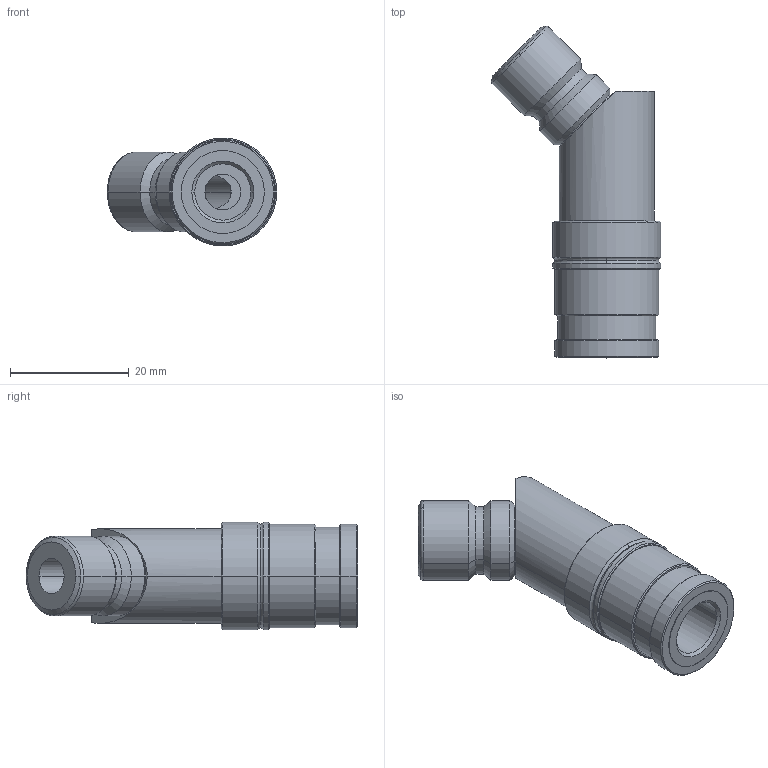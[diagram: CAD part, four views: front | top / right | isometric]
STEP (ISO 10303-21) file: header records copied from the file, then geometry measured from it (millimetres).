
FILE_DESCRIPTION(('STEP AP214'),'1');
FILE_NAME('esdmfk-esds-45ab.stp','2020-04-22T06:12:58',('TraceParts'),('TraceParts S.A.'),'Spatial InterOp 3D',' ',' ');
FILE_SCHEMA(('automotive_design'));
Length unit declared in the file: millimetre
Products named in the file (1): 1
Bounding box: 28.61 x 56.02 x 18.2 mm (x, y, z)
Volume: 9532.7 mm3; surface area: 4723.9 mm2
Topology: 1 solids, 1 shells, 68 faces, 150 edges, 91 vertices
Faces by surface type: cylinder 28, cone 20, plane 14, torus 6
Entity records: 2710 total; most frequent: CARTESIAN_POINT 570, DIRECTION 380, ORIENTED_EDGE 300, AXIS2_PLACEMENT_3D 165, EDGE_CURVE 150, VERTEX_POINT 91, CIRCLE 90, EDGE_LOOP 77
